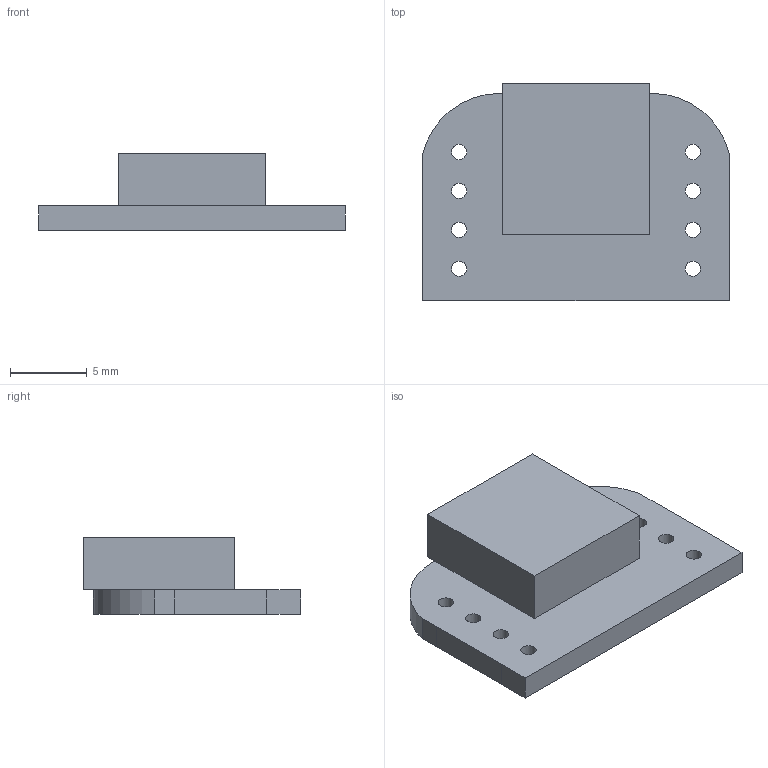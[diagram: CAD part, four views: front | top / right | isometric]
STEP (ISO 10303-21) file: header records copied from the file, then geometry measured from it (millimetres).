
FILE_DESCRIPTION(/* description */ (''),/* implementation_level */ '2;1');
FILE_NAME(/* name */ 'Model-U.step',/* time_stamp */ '2022-04-20T23:08:32-07:00',/* author */ (''),/* organization */ (''),/* preprocessor_version */ 'ST-DEVELOPER v18.1',/* originating_system */ 'Autodesk Translation Framework v10.14.0.1471',/* authorisation */ '');
FILE_SCHEMA (('AUTOMOTIVE_DESIGN { 1 0 10303 214 3 1 1 }'));
Length unit declared in the file: millimetre
Products named in the file (2): Model-U; Model U PCB
Assembly tree (1 placements, depth 2):
  Model-U
    Model U PCB
Bounding box: 20 x 14.15 x 5 mm (x, y, z)
Volume: 721.7 mm3; surface area: 1010.6 mm2
Topology: 2 solids, 2 shells, 56 faces, 156 edges, 104 vertices
Faces by surface type: cylinder 32, plane 24
Full cylindrical faces by diameter (mm): 0.4 x12, 0.7 x2, 1 x8
Entity records: 1989 total; most frequent: DIRECTION 338, CARTESIAN_POINT 319, ORIENTED_EDGE 312, EDGE_CURVE 156, AXIS2_PLACEMENT_3D 123, EDGE_LOOP 108, VERTEX_POINT 104, LINE 92
